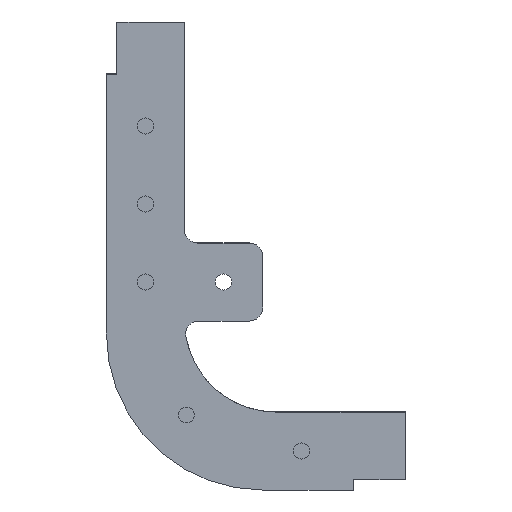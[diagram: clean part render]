
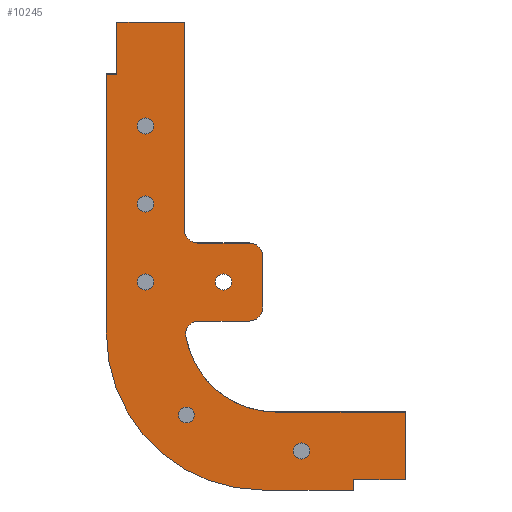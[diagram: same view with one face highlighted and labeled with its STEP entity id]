
A CAD part, front view. The second image highlights one B-rep face of the part: STEP entity #10245.
In plain terms, the highlighted planar face has unit normal (0, -1, 0).
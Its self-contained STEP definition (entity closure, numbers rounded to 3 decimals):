
#602=FACE_BOUND('',#1840,.T.);
#603=FACE_BOUND('',#1841,.T.);
#604=FACE_BOUND('',#1842,.T.);
#605=FACE_BOUND('',#1843,.T.);
#606=FACE_BOUND('',#1844,.T.);
#607=FACE_BOUND('',#1845,.T.);
#728=PLANE('',#11296);
#1174=FACE_OUTER_BOUND('',#1839,.T.);
#1839=EDGE_LOOP('',(#8167,#8168,#8169,#8170,#8171,#8172,#8173,#8174,#8175,
#8176,#8177,#8178,#8179,#8180,#8181,#8182,#8183,#8184,#8185));
#1840=EDGE_LOOP('',(#8186));
#1841=EDGE_LOOP('',(#8187));
#1842=EDGE_LOOP('',(#8188));
#1843=EDGE_LOOP('',(#8189));
#1844=EDGE_LOOP('',(#8190));
#1845=EDGE_LOOP('',(#8191));
#2171=LINE('',#15255,#2988);
#2175=LINE('',#15263,#2992);
#2179=LINE('',#15270,#2996);
#2192=LINE('',#15320,#3009);
#2194=LINE('',#15324,#3011);
#2196=LINE('',#15328,#3013);
#2612=LINE('',#16998,#3429);
#2614=LINE('',#17003,#3431);
#2615=LINE('',#17005,#3432);
#2616=LINE('',#17010,#3433);
#2617=LINE('',#17014,#3434);
#2618=LINE('',#17018,#3435);
#2619=LINE('',#17019,#3436);
#2988=VECTOR('',#11900,10.);
#2992=VECTOR('',#11906,10.);
#2996=VECTOR('',#11912,10.);
#3009=VECTOR('',#11953,10.);
#3011=VECTOR('',#11957,10.);
#3013=VECTOR('',#11961,10.);
#3429=VECTOR('',#13733,10.);
#3431=VECTOR('',#13739,10.);
#3432=VECTOR('',#13740,10.);
#3433=VECTOR('',#13745,10.);
#3434=VECTOR('',#13748,10.);
#3435=VECTOR('',#13751,10.);
#3436=VECTOR('',#13752,10.);
#4087=CIRCLE('',#11282,3.1);
#4088=CIRCLE('',#11284,3.05);
#4089=CIRCLE('',#11286,3.1);
#4090=CIRCLE('',#11288,3.1);
#4091=CIRCLE('',#11290,3.1);
#4092=CIRCLE('',#11292,3.1);
#4093=CIRCLE('',#11294,5.);
#4094=CIRCLE('',#11297,60.);
#4095=CIRCLE('',#11298,35.);
#4096=CIRCLE('',#11299,5.);
#4097=CIRCLE('',#11300,5.);
#4098=CIRCLE('',#11301,5.);
#4339=VERTEX_POINT('',#15251);
#4341=VERTEX_POINT('',#15254);
#4344=VERTEX_POINT('',#15262);
#4346=VERTEX_POINT('',#15268);
#4368=VERTEX_POINT('',#15316);
#4369=VERTEX_POINT('',#15318);
#4370=VERTEX_POINT('',#15322);
#4371=VERTEX_POINT('',#15326);
#4799=VERTEX_POINT('',#16967);
#4800=VERTEX_POINT('',#16971);
#4801=VERTEX_POINT('',#16975);
#4802=VERTEX_POINT('',#16979);
#4803=VERTEX_POINT('',#16983);
#4804=VERTEX_POINT('',#16987);
#4805=VERTEX_POINT('',#16991);
#4806=VERTEX_POINT('',#16992);
#4807=VERTEX_POINT('',#16997);
#4808=VERTEX_POINT('',#17001);
#4809=VERTEX_POINT('',#17004);
#4810=VERTEX_POINT('',#17006);
#4811=VERTEX_POINT('',#17009);
#4812=VERTEX_POINT('',#17011);
#4813=VERTEX_POINT('',#17013);
#4814=VERTEX_POINT('',#17015);
#4815=VERTEX_POINT('',#17017);
#5185=EDGE_CURVE('',#4341,#4339,#2171,.T.);
#5189=EDGE_CURVE('',#4344,#4341,#2175,.T.);
#5193=EDGE_CURVE('',#4339,#4346,#2179,.T.);
#5218=EDGE_CURVE('',#4368,#4369,#2192,.T.);
#5220=EDGE_CURVE('',#4369,#4370,#2194,.T.);
#5222=EDGE_CURVE('',#4370,#4371,#2196,.T.);
#5976=EDGE_CURVE('',#4799,#4799,#4087,.T.);
#5978=EDGE_CURVE('',#4800,#4800,#4088,.T.);
#5980=EDGE_CURVE('',#4801,#4801,#4089,.T.);
#5982=EDGE_CURVE('',#4802,#4802,#4090,.T.);
#5984=EDGE_CURVE('',#4803,#4803,#4091,.T.);
#5986=EDGE_CURVE('',#4804,#4804,#4092,.T.);
#5987=EDGE_CURVE('',#4805,#4806,#4093,.T.);
#5990=EDGE_CURVE('',#4807,#4806,#2612,.T.);
#5992=EDGE_CURVE('',#4346,#4808,#4094,.T.);
#5993=EDGE_CURVE('',#4808,#4368,#2614,.T.);
#5994=EDGE_CURVE('',#4371,#4809,#2615,.T.);
#5995=EDGE_CURVE('',#4809,#4810,#4095,.T.);
#5996=EDGE_CURVE('',#4807,#4810,#4096,.T.);
#5997=EDGE_CURVE('',#4805,#4811,#2616,.T.);
#5998=EDGE_CURVE('',#4812,#4811,#4097,.T.);
#5999=EDGE_CURVE('',#4812,#4813,#2617,.T.);
#6000=EDGE_CURVE('',#4814,#4813,#4098,.T.);
#6001=EDGE_CURVE('',#4814,#4815,#2618,.T.);
#6002=EDGE_CURVE('',#4815,#4344,#2619,.T.);
#8167=ORIENTED_EDGE('',*,*,#5185,.T.);
#8168=ORIENTED_EDGE('',*,*,#5193,.T.);
#8169=ORIENTED_EDGE('',*,*,#5992,.T.);
#8170=ORIENTED_EDGE('',*,*,#5993,.T.);
#8171=ORIENTED_EDGE('',*,*,#5218,.T.);
#8172=ORIENTED_EDGE('',*,*,#5220,.T.);
#8173=ORIENTED_EDGE('',*,*,#5222,.T.);
#8174=ORIENTED_EDGE('',*,*,#5994,.T.);
#8175=ORIENTED_EDGE('',*,*,#5995,.T.);
#8176=ORIENTED_EDGE('',*,*,#5996,.F.);
#8177=ORIENTED_EDGE('',*,*,#5990,.T.);
#8178=ORIENTED_EDGE('',*,*,#5987,.F.);
#8179=ORIENTED_EDGE('',*,*,#5997,.T.);
#8180=ORIENTED_EDGE('',*,*,#5998,.F.);
#8181=ORIENTED_EDGE('',*,*,#5999,.T.);
#8182=ORIENTED_EDGE('',*,*,#6000,.F.);
#8183=ORIENTED_EDGE('',*,*,#6001,.T.);
#8184=ORIENTED_EDGE('',*,*,#6002,.T.);
#8185=ORIENTED_EDGE('',*,*,#5189,.T.);
#8186=ORIENTED_EDGE('',*,*,#5976,.T.);
#8187=ORIENTED_EDGE('',*,*,#5978,.T.);
#8188=ORIENTED_EDGE('',*,*,#5980,.T.);
#8189=ORIENTED_EDGE('',*,*,#5982,.T.);
#8190=ORIENTED_EDGE('',*,*,#5984,.T.);
#8191=ORIENTED_EDGE('',*,*,#5986,.T.);
#10245=ADVANCED_FACE('',(#1174,#602,#603,#604,#605,#606,#607),#728,.F.);
#11282=AXIS2_PLACEMENT_3D('',#16969,#13698,#13699);
#11284=AXIS2_PLACEMENT_3D('',#16973,#13703,#13704);
#11286=AXIS2_PLACEMENT_3D('',#16977,#13708,#13709);
#11288=AXIS2_PLACEMENT_3D('',#16981,#13713,#13714);
#11290=AXIS2_PLACEMENT_3D('',#16985,#13718,#13719);
#11292=AXIS2_PLACEMENT_3D('',#16989,#13723,#13724);
#11294=AXIS2_PLACEMENT_3D('',#16993,#13727,#13728);
#11296=AXIS2_PLACEMENT_3D('',#17000,#13735,#13736);
#11297=AXIS2_PLACEMENT_3D('',#17002,#13737,#13738);
#11298=AXIS2_PLACEMENT_3D('',#17007,#13741,#13742);
#11299=AXIS2_PLACEMENT_3D('',#17008,#13743,#13744);
#11300=AXIS2_PLACEMENT_3D('',#17012,#13746,#13747);
#11301=AXIS2_PLACEMENT_3D('',#17016,#13749,#13750);
#11900=DIRECTION('',(-1.,0.,0.));
#11906=DIRECTION('',(0.,0.,-1.));
#11912=DIRECTION('',(0.,0.,-1.));
#11953=DIRECTION('',(0.,0.,1.));
#11957=DIRECTION('',(1.,0.,0.));
#11961=DIRECTION('',(0.,0.,1.));
#13698=DIRECTION('center_axis',(0.,1.,0.));
#13699=DIRECTION('ref_axis',(1.,0.,0.));
#13703=DIRECTION('center_axis',(0.,1.,0.));
#13704=DIRECTION('ref_axis',(1.,0.,0.));
#13708=DIRECTION('center_axis',(0.,1.,0.));
#13709=DIRECTION('ref_axis',(1.,0.,0.));
#13713=DIRECTION('center_axis',(0.,1.,0.));
#13714=DIRECTION('ref_axis',(1.,0.,0.));
#13718=DIRECTION('center_axis',(0.,1.,0.));
#13719=DIRECTION('ref_axis',(1.,0.,0.));
#13723=DIRECTION('center_axis',(0.,1.,0.));
#13724=DIRECTION('ref_axis',(1.,0.,0.));
#13727=DIRECTION('center_axis',(0.,1.,0.));
#13728=DIRECTION('ref_axis',(0.707,0.,-0.707));
#13733=DIRECTION('',(1.,0.,0.));
#13735=DIRECTION('center_axis',(0.,1.,0.));
#13736=DIRECTION('ref_axis',(0.,0.,1.));
#13737=DIRECTION('center_axis',(0.,-1.,0.));
#13738=DIRECTION('ref_axis',(0.,0.,-1.));
#13739=DIRECTION('',(1.,0.,0.));
#13740=DIRECTION('',(-1.,0.,0.));
#13741=DIRECTION('center_axis',(0.,1.,0.));
#13742=DIRECTION('ref_axis',(0.,0.,1.));
#13743=DIRECTION('center_axis',(0.,-1.,0.));
#13744=DIRECTION('ref_axis',(-0.764,0.,0.645));
#13745=DIRECTION('',(0.,0.,1.));
#13746=DIRECTION('center_axis',(0.,1.,0.));
#13747=DIRECTION('ref_axis',(0.707,0.,0.707));
#13748=DIRECTION('',(-1.,0.,0.));
#13749=DIRECTION('center_axis',(0.,-1.,0.));
#13750=DIRECTION('ref_axis',(-0.707,0.,-0.707));
#13751=DIRECTION('',(0.,0.,1.));
#13752=DIRECTION('',(-1.,0.,0.));
#15251=CARTESIAN_POINT('',(-57.5,-75.,70.));
#15254=CARTESIAN_POINT('',(-53.5,-75.,70.));
#15255=CARTESIAN_POINT('',(-33.75,-75.,70.));
#15262=CARTESIAN_POINT('',(-53.5,-75.,90.));
#15263=CARTESIAN_POINT('',(-53.5,-75.,18.75));
#15268=CARTESIAN_POINT('',(-57.5,-75.,-30.));
#15270=CARTESIAN_POINT('',(-57.5,-75.,-90.));
#15316=CARTESIAN_POINT('',(37.5,-75.,-90.));
#15318=CARTESIAN_POINT('',(37.5,-75.,-86.));
#15320=CARTESIAN_POINT('',(37.5,-75.,-66.25));
#15322=CARTESIAN_POINT('',(57.5,-75.,-86.));
#15324=CARTESIAN_POINT('',(18.75,-75.,-86.));
#15326=CARTESIAN_POINT('',(57.5,-75.,-60.));
#15328=CARTESIAN_POINT('',(57.5,-75.,-60.));
#16967=CARTESIAN_POINT('',(-45.6,-75.,50.));
#16969=CARTESIAN_POINT('Origin',(-42.5,-75.,50.));
#16971=CARTESIAN_POINT('',(-29.823,-75.,-61.142));
#16973=CARTESIAN_POINT('Origin',(-26.773,-75.,-61.142));
#16975=CARTESIAN_POINT('',(-45.6,-75.,-10.));
#16977=CARTESIAN_POINT('Origin',(-42.5,-75.,-10.));
#16979=CARTESIAN_POINT('',(-45.6,-75.,20.));
#16981=CARTESIAN_POINT('Origin',(-42.5,-75.,20.));
#16983=CARTESIAN_POINT('',(14.4,-75.,-75.));
#16985=CARTESIAN_POINT('Origin',(17.5,-75.,-75.));
#16987=CARTESIAN_POINT('',(-15.6,-75.,-10.));
#16989=CARTESIAN_POINT('Origin',(-12.5,-75.,-10.));
#16991=CARTESIAN_POINT('',(2.5,-75.,-20.));
#16992=CARTESIAN_POINT('',(-2.5,-75.,-25.));
#16993=CARTESIAN_POINT('Origin',(-2.5,-75.,-20.));
#16997=CARTESIAN_POINT('',(-22.08,-75.,-25.));
#16998=CARTESIAN_POINT('',(2.5,-75.,-25.));
#17000=CARTESIAN_POINT('Origin',(-10.,-75.,-42.5));
#17001=CARTESIAN_POINT('',(2.5,-75.,-90.));
#17002=CARTESIAN_POINT('Origin',(2.5,-75.,-30.));
#17003=CARTESIAN_POINT('',(57.5,-75.,-90.));
#17004=CARTESIAN_POINT('',(7.5,-75.,-60.));
#17005=CARTESIAN_POINT('',(-27.5,-75.,-60.));
#17006=CARTESIAN_POINT('',(-27.01,-75.,-30.833));
#17007=CARTESIAN_POINT('Origin',(7.5,-75.,-25.));
#17008=CARTESIAN_POINT('Origin',(-22.08,-75.,-30.));
#17009=CARTESIAN_POINT('',(2.5,-75.,0.));
#17010=CARTESIAN_POINT('',(2.5,-75.,5.));
#17011=CARTESIAN_POINT('',(-2.5,-75.,5.));
#17012=CARTESIAN_POINT('Origin',(-2.5,-75.,0.));
#17013=CARTESIAN_POINT('',(-22.5,-75.,5.));
#17014=CARTESIAN_POINT('',(-27.5,-75.,5.));
#17015=CARTESIAN_POINT('',(-27.5,-75.,10.));
#17016=CARTESIAN_POINT('Origin',(-22.5,-75.,10.));
#17017=CARTESIAN_POINT('',(-27.5,-75.,90.));
#17018=CARTESIAN_POINT('',(-27.5,-75.,90.));
#17019=CARTESIAN_POINT('',(-57.5,-75.,90.));
